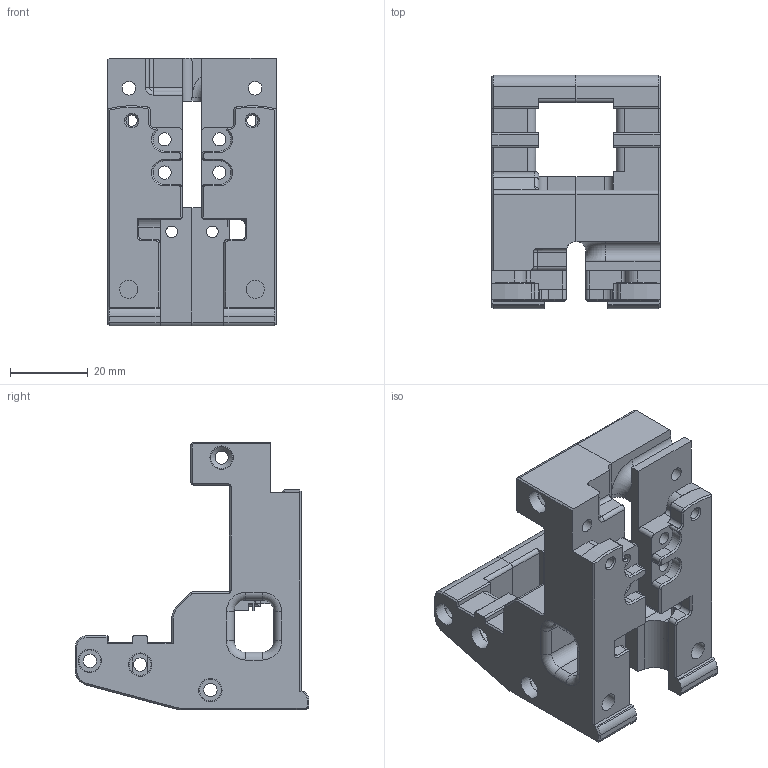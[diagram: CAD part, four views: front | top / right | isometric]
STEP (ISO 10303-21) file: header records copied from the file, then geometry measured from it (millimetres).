
FILE_DESCRIPTION(/* description */ (''),/* implementation_level */ '2;1');
FILE_NAME(/* name */ 'BL_Touch.step',/* time_stamp */ '2022-08-27T18:32:42+02:00',/* author */ (''),/* organization */ (''),/* preprocessor_version */ 'ST-DEVELOPER v19',/* originating_system */ 'Autodesk Translation Framework v11.7.0.108',/* authorisation */ '');
FILE_SCHEMA (('AUTOMOTIVE_DESIGN { 1 0 10303 214 3 1 1 }'));
Length unit declared in the file: millimetre
Products named in the file (1): (Unsaved)
Bounding box: 43.2 x 60.04 x 68.75 mm (x, y, z)
Volume: 49558.2 mm3; surface area: 23289 mm2
Topology: 2 solids, 2 shells, 500 faces, 1329 edges, 838 vertices
Faces by surface type: plane 249, cylinder 166, cone 61, torus 15, sphere 6, bspline 3
Full cylindrical faces by diameter (mm): 1.8 x2, 2.9 x2, 3 x4, 3.4 x12, 3.5 x2, 4.7 x2, 6 x5
Entity records: 15730 total; most frequent: CARTESIAN_POINT 2938, DIRECTION 2714, ORIENTED_EDGE 2654, EDGE_CURVE 1327, AXIS2_PLACEMENT_3D 925, LINE 864, VECTOR 864, VERTEX_POINT 838
